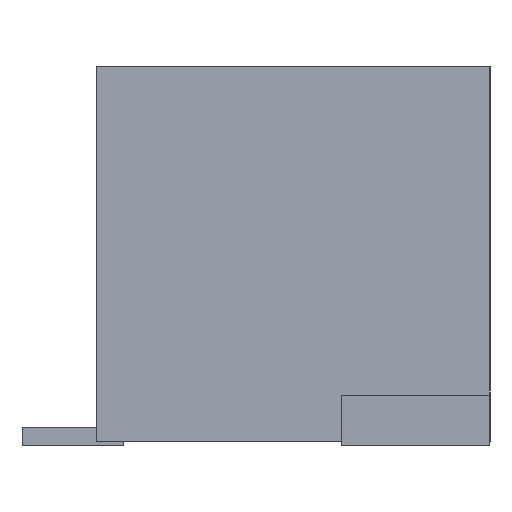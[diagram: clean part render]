
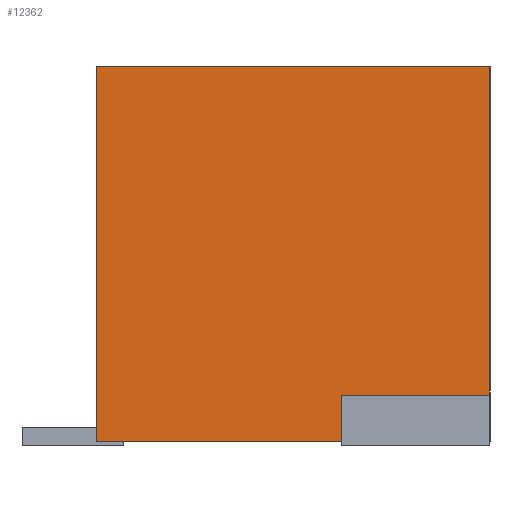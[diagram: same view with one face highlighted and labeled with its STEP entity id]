
A CAD part, left-side view. The second image highlights one B-rep face of the part: STEP entity #12362.
In plain terms, the highlighted planar face has unit normal (-1, 0, 0).
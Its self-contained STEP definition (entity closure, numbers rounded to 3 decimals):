
#21 = VECTOR ( 'NONE', #5734, 1000. ) ;
#129 = CARTESIAN_POINT ( 'NONE',  ( -4.75, 2.125, -2.025 ) ) ;
#239 = CARTESIAN_POINT ( 'NONE',  ( -4.75, -2.125, 2.025 ) ) ;
#731 = LINE ( 'NONE', #1682, #7046 ) ;
#894 = DIRECTION ( 'NONE',  ( 0., -1., 0. ) ) ;
#1095 = VECTOR ( 'NONE', #894, 1000. ) ;
#1259 = LINE ( 'NONE', #239, #21 ) ;
#1682 = CARTESIAN_POINT ( 'NONE',  ( -4.75, -0.525, -1.525 ) ) ;
#1884 = ORIENTED_EDGE ( 'NONE', *, *, #7347, .T. ) ;
#1935 = ORIENTED_EDGE ( 'NONE', *, *, #2604, .F. ) ;
#2462 = VECTOR ( 'NONE', #4792, 1000. ) ;
#2511 = LINE ( 'NONE', #5722, #10886 ) ;
#2587 = CARTESIAN_POINT ( 'NONE',  ( -4.75, -2.125, 2.025 ) ) ;
#2604 = EDGE_CURVE ( 'NONE', #9821, #6438, #8080, .T. ) ;
#2636 = AXIS2_PLACEMENT_3D ( 'NONE', #6408, #7310, #9549 ) ;
#2696 = PLANE ( 'NONE',  #2636 ) ;
#2895 = DIRECTION ( 'NONE',  ( 0., -1., 0. ) ) ;
#3455 = ORIENTED_EDGE ( 'NONE', *, *, #3697, .T. ) ;
#3697 = EDGE_CURVE ( 'NONE', #9821, #13085, #2511, .T. ) ;
#3722 = ORIENTED_EDGE ( 'NONE', *, *, #11890, .F. ) ;
#4010 = CARTESIAN_POINT ( 'NONE',  ( -4.75, -0.525, -1.525 ) ) ;
#4048 = CARTESIAN_POINT ( 'NONE',  ( -4.75, 2.125, 2.025 ) ) ;
#4103 = FACE_OUTER_BOUND ( 'NONE', #12237, .T. ) ;
#4622 = ORIENTED_EDGE ( 'NONE', *, *, #4865, .F. ) ;
#4792 = DIRECTION ( 'NONE',  ( 0., -1., 0. ) ) ;
#4865 = EDGE_CURVE ( 'NONE', #13176, #8985, #731, .T. ) ;
#4947 = CARTESIAN_POINT ( 'NONE',  ( -4.75, -0.525, -1.525 ) ) ;
#5722 = CARTESIAN_POINT ( 'NONE',  ( -4.75, 2.125, 2.025 ) ) ;
#5734 = DIRECTION ( 'NONE',  ( 0., 0., -1. ) ) ;
#5835 = ORIENTED_EDGE ( 'NONE', *, *, #7959, .T. ) ;
#6408 = CARTESIAN_POINT ( 'NONE',  ( -4.75, -2.125, 2.025 ) ) ;
#6432 = CARTESIAN_POINT ( 'NONE',  ( -4.75, -2.125, -1.525 ) ) ;
#6438 = VERTEX_POINT ( 'NONE', #2587 ) ;
#6623 = LINE ( 'NONE', #9771, #1095 ) ;
#6815 = CARTESIAN_POINT ( 'NONE',  ( -4.75, -2.125, 2.025 ) ) ;
#7046 = VECTOR ( 'NONE', #10521, 1000. ) ;
#7310 = DIRECTION ( 'NONE',  ( 1., 0., 0. ) ) ;
#7347 = EDGE_CURVE ( 'NONE', #13176, #11433, #11045, .T. ) ;
#7959 = EDGE_CURVE ( 'NONE', #13085, #8985, #6623, .T. ) ;
#7994 = VECTOR ( 'NONE', #2895, 1000. ) ;
#8080 = LINE ( 'NONE', #6815, #2462 ) ;
#8985 = VERTEX_POINT ( 'NONE', #11956 ) ;
#9549 = DIRECTION ( 'NONE',  ( 0., 0., -1. ) ) ;
#9771 = CARTESIAN_POINT ( 'NONE',  ( -4.75, -2.125, -2.025 ) ) ;
#9821 = VERTEX_POINT ( 'NONE', #4048 ) ;
#10521 = DIRECTION ( 'NONE',  ( 0., 0., -1. ) ) ;
#10590 = DIRECTION ( 'NONE',  ( 0., 0., -1. ) ) ;
#10886 = VECTOR ( 'NONE', #10590, 1000. ) ;
#11045 = LINE ( 'NONE', #4010, #7994 ) ;
#11433 = VERTEX_POINT ( 'NONE', #6432 ) ;
#11890 = EDGE_CURVE ( 'NONE', #6438, #11433, #1259, .T. ) ;
#11956 = CARTESIAN_POINT ( 'NONE',  ( -4.75, -0.525, -2.025 ) ) ;
#12237 = EDGE_LOOP ( 'NONE', ( #4622, #1884, #3722, #1935, #3455, #5835 ) ) ;
#12362 = ADVANCED_FACE ( 'NONE', ( #4103 ), #2696, .F. ) ;
#13085 = VERTEX_POINT ( 'NONE', #129 ) ;
#13176 = VERTEX_POINT ( 'NONE', #4947 ) ;
